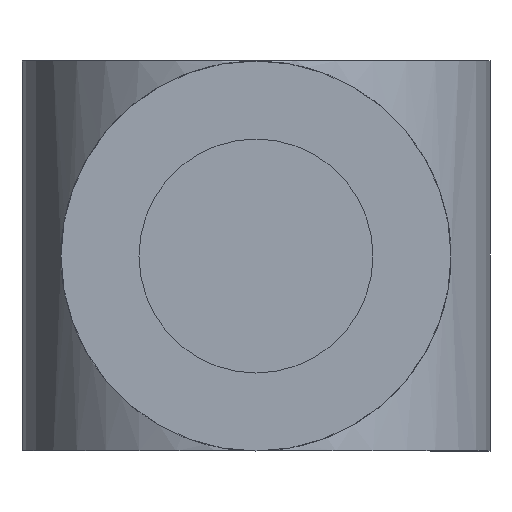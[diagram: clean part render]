
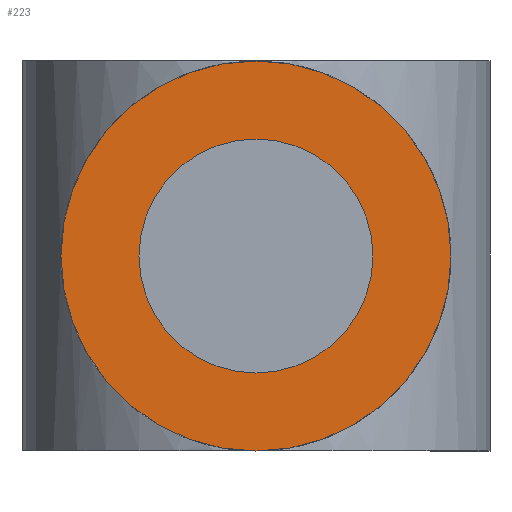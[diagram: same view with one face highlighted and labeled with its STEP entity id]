
A CAD part, front view. The second image highlights one B-rep face of the part: STEP entity #223.
In plain terms, the highlighted planar face has unit normal (0, -1, 0).
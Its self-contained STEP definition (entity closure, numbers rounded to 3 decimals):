
#16=FACE_BOUND('',#51,.T.);
#21=PLANE('',#265);
#31=FACE_OUTER_BOUND('',#50,.T.);
#50=EDGE_LOOP('',(#165));
#51=EDGE_LOOP('',(#166));
#78=CIRCLE('',#261,15.);
#79=CIRCLE('',#263,25.);
#111=VERTEX_POINT('',#413);
#112=VERTEX_POINT('',#417);
#128=EDGE_CURVE('',#111,#111,#78,.T.);
#130=EDGE_CURVE('',#112,#112,#79,.T.);
#165=ORIENTED_EDGE('',*,*,#130,.T.);
#166=ORIENTED_EDGE('',*,*,#128,.T.);
#223=ADVANCED_FACE('',(#31,#16),#21,.T.);
#261=AXIS2_PLACEMENT_3D('',#414,#305,#306);
#263=AXIS2_PLACEMENT_3D('',#418,#310,#311);
#265=AXIS2_PLACEMENT_3D('',#422,#315,#316);
#305=DIRECTION('center_axis',(0.,1.,0.));
#306=DIRECTION('ref_axis',(1.,0.,0.));
#310=DIRECTION('center_axis',(0.,-1.,0.));
#311=DIRECTION('ref_axis',(1.,0.,0.));
#315=DIRECTION('center_axis',(0.,-1.,0.));
#316=DIRECTION('ref_axis',(1.,0.,0.));
#413=CARTESIAN_POINT('',(-15.,-515.,0.));
#414=CARTESIAN_POINT('Origin',(0.,-515.,0.));
#417=CARTESIAN_POINT('',(-25.,-515.,0.));
#418=CARTESIAN_POINT('Origin',(0.,-515.,0.));
#422=CARTESIAN_POINT('Origin',(0.,-515.,0.));
